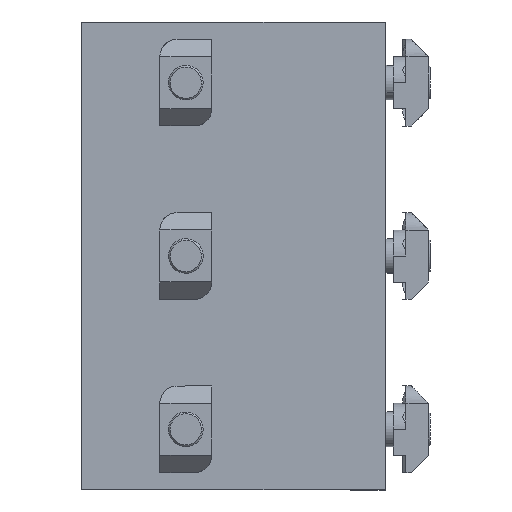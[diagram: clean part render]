
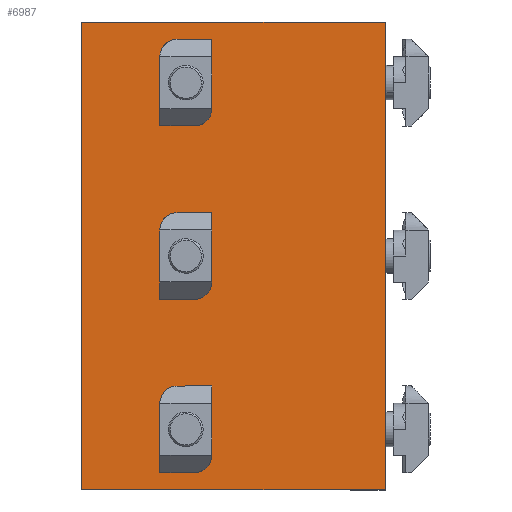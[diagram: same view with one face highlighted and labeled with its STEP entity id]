
A CAD part, left-side view. The second image highlights one B-rep face of the part: STEP entity #6987.
In plain terms, the highlighted planar face has unit normal (-1, 0, 0).
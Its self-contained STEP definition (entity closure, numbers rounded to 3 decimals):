
#18 = CARTESIAN_POINT ( 'NONE',  ( -18.633, -52.677, -24.728 ) ) ;
#24 = DIRECTION ( 'NONE',  ( 0., 1., 0. ) ) ;
#51 = CARTESIAN_POINT ( 'NONE',  ( -18.633, -15.036, -24.728 ) ) ;
#56 = DIRECTION ( 'NONE',  ( 0., 0., 1. ) ) ;
#67 = LINE ( 'NONE', #4932, #80 ) ;
#68 = DIRECTION ( 'NONE',  ( 0., 0., 1. ) ) ;
#70 = DIRECTION ( 'NONE',  ( -1., 0., 0. ) ) ;
#75 = CARTESIAN_POINT ( 'NONE',  ( -18.633, 7.964, 2.272 ) ) ;
#80 = VECTOR ( 'NONE', #4931, 1000. ) ;
#81 = LINE ( 'NONE', #4940, #85 ) ;
#85 = VECTOR ( 'NONE', #4941, 1000. ) ;
#134 = DIRECTION ( 'NONE',  ( 0., 0., 1. ) ) ;
#136 = DIRECTION ( 'NONE',  ( -1., 0., 0. ) ) ;
#138 = CARTESIAN_POINT ( 'NONE',  ( -18.633, 7.964, -17.728 ) ) ;
#1226 = CARTESIAN_POINT ( 'NONE',  ( -18.633, 7.964, -15.478 ) ) ;
#1230 = CARTESIAN_POINT ( 'NONE',  ( -18.633, 7.964, -19.978 ) ) ;
#1384 = DIRECTION ( 'NONE',  ( 1., 0., 0. ) ) ;
#1387 = CARTESIAN_POINT ( 'NONE',  ( -18.633, -52.677, -24.728 ) ) ;
#1390 = PLANE ( 'NONE',  #5793 ) ;
#1392 = DIRECTION ( 'NONE',  ( 0., 0., -1. ) ) ;
#1606 = EDGE_CURVE ( 'NONE', #3139, #3206, #8781, .T. ) ;
#1609 = EDGE_CURVE ( 'NONE', #3248, #3244, #8789, .T. ) ;
#1626 = EDGE_CURVE ( 'NONE', #3180, #3176, #8819, .T. ) ;
#1653 = EDGE_CURVE ( 'NONE', #3244, #3248, #8862, .T. ) ;
#1660 = EDGE_CURVE ( 'NONE', #3206, #3139, #8871, .T. ) ;
#1665 = EDGE_CURVE ( 'NONE', #3217, #3152, #8878, .T. ) ;
#1667 = EDGE_CURVE ( 'NONE', #3217, #3120, #8879, .T. ) ;
#2398 = EDGE_CURVE ( 'NONE', #3176, #3180, #3980, .T. ) ;
#3120 = VERTEX_POINT ( 'NONE', #3491 ) ;
#3139 = VERTEX_POINT ( 'NONE', #3510 ) ;
#3152 = VERTEX_POINT ( 'NONE', #3523 ) ;
#3176 = VERTEX_POINT ( 'NONE', #3546 ) ;
#3180 = VERTEX_POINT ( 'NONE', #3550 ) ;
#3206 = VERTEX_POINT ( 'NONE', #3576 ) ;
#3216 = VERTEX_POINT ( 'NONE', #3586 ) ;
#3217 = VERTEX_POINT ( 'NONE', #3587 ) ;
#3244 = VERTEX_POINT ( 'NONE', #1226 ) ;
#3248 = VERTEX_POINT ( 'NONE', #1230 ) ;
#3491 = CARTESIAN_POINT ( 'NONE',  ( -18.633, 19.964, -24.728 ) ) ;
#3510 = CARTESIAN_POINT ( 'NONE',  ( -18.633, 7.964, 4.522 ) ) ;
#3523 = CARTESIAN_POINT ( 'NONE',  ( -18.633, -15.036, 29.272 ) ) ;
#3546 = CARTESIAN_POINT ( 'NONE',  ( -18.633, 7.964, 24.522 ) ) ;
#3550 = CARTESIAN_POINT ( 'NONE',  ( -18.633, 7.964, 20.022 ) ) ;
#3576 = CARTESIAN_POINT ( 'NONE',  ( -18.633, 7.964, 0.022 ) ) ;
#3586 = CARTESIAN_POINT ( 'NONE',  ( -18.633, 19.964, 29.272 ) ) ;
#3587 = CARTESIAN_POINT ( 'NONE',  ( -18.633, -15.036, -24.728 ) ) ;
#3653 = ORIENTED_EDGE ( 'NONE', *, *, #2398, .F. ) ;
#3654 = ORIENTED_EDGE ( 'NONE', *, *, #1609, .F. ) ;
#3655 = ORIENTED_EDGE ( 'NONE', *, *, #1606, .F. ) ;
#3656 = ORIENTED_EDGE ( 'NONE', *, *, #1660, .F. ) ;
#3658 = ORIENTED_EDGE ( 'NONE', *, *, #7210, .F. ) ;
#3659 = ORIENTED_EDGE ( 'NONE', *, *, #1667, .F. ) ;
#3660 = ORIENTED_EDGE ( 'NONE', *, *, #1665, .T. ) ;
#3661 = ORIENTED_EDGE ( 'NONE', *, *, #1653, .F. ) ;
#3662 = ORIENTED_EDGE ( 'NONE', *, *, #1626, .F. ) ;
#3663 = ORIENTED_EDGE ( 'NONE', *, *, #7201, .T. ) ;
#3980 = CIRCLE ( 'NONE', #5840, 2.25 ) ;
#4067 = FACE_BOUND ( 'NONE', #5543, .T. ) ;
#4081 = FACE_BOUND ( 'NONE', #5519, .T. ) ;
#4084 = FACE_OUTER_BOUND ( 'NONE', #5524, .T. ) ;
#4088 = FACE_BOUND ( 'NONE', #5534, .T. ) ;
#4931 = DIRECTION ( 'NONE',  ( 0., 1., 0. ) ) ;
#4932 = CARTESIAN_POINT ( 'NONE',  ( -18.633, -52.677, 29.272 ) ) ;
#4940 = CARTESIAN_POINT ( 'NONE',  ( -18.633, 19.964, -24.728 ) ) ;
#4941 = DIRECTION ( 'NONE',  ( 0., 0., 1. ) ) ;
#5519 = EDGE_LOOP ( 'NONE', ( #3655, #3656 ) ) ;
#5524 = EDGE_LOOP ( 'NONE', ( #3663, #3658, #3659, #3660 ) ) ;
#5534 = EDGE_LOOP ( 'NONE', ( #3653, #3662 ) ) ;
#5543 = EDGE_LOOP ( 'NONE', ( #3661, #3654 ) ) ;
#5793 = AXIS2_PLACEMENT_3D ( 'NONE', #1387, #1384, #1392 ) ;
#5840 = AXIS2_PLACEMENT_3D ( 'NONE', #7340, #7341, #7342 ) ;
#6987 = ADVANCED_FACE ( 'NONE', ( #4081, #4088, #4084, #4067 ), #1390, .F. ) ;
#7187 = AXIS2_PLACEMENT_3D ( 'NONE', #138, #136, #134 ) ;
#7195 = AXIS2_PLACEMENT_3D ( 'NONE', #7521, #7520, #7519 ) ;
#7196 = AXIS2_PLACEMENT_3D ( 'NONE', #7479, #7478, #7477 ) ;
#7199 = AXIS2_PLACEMENT_3D ( 'NONE', #7530, #7529, #7528 ) ;
#7201 = EDGE_CURVE ( 'NONE', #3152, #3216, #67, .T. ) ;
#7210 = EDGE_CURVE ( 'NONE', #3120, #3216, #81, .T. ) ;
#7226 = AXIS2_PLACEMENT_3D ( 'NONE', #75, #70, #68 ) ;
#7340 = CARTESIAN_POINT ( 'NONE',  ( -18.633, 7.964, 22.272 ) ) ;
#7341 = DIRECTION ( 'NONE',  ( -1., 0., 0. ) ) ;
#7342 = DIRECTION ( 'NONE',  ( 0., 0., 1. ) ) ;
#7477 = DIRECTION ( 'NONE',  ( 0., 0., 1. ) ) ;
#7478 = DIRECTION ( 'NONE',  ( -1., 0., 0. ) ) ;
#7479 = CARTESIAN_POINT ( 'NONE',  ( -18.633, 7.964, 22.272 ) ) ;
#7519 = DIRECTION ( 'NONE',  ( 0., 0., 1. ) ) ;
#7520 = DIRECTION ( 'NONE',  ( -1., 0., 0. ) ) ;
#7521 = CARTESIAN_POINT ( 'NONE',  ( -18.633, 7.964, -17.728 ) ) ;
#7528 = DIRECTION ( 'NONE',  ( 0., 0., 1. ) ) ;
#7529 = DIRECTION ( 'NONE',  ( -1., 0., 0. ) ) ;
#7530 = CARTESIAN_POINT ( 'NONE',  ( -18.633, 7.964, 2.272 ) ) ;
#8781 = CIRCLE ( 'NONE', #7199, 2.25 ) ;
#8789 = CIRCLE ( 'NONE', #7195, 2.25 ) ;
#8819 = CIRCLE ( 'NONE', #7196, 2.25 ) ;
#8862 = CIRCLE ( 'NONE', #7187, 2.25 ) ;
#8871 = CIRCLE ( 'NONE', #7226, 2.25 ) ;
#8878 = LINE ( 'NONE', #51, #8880 ) ;
#8879 = LINE ( 'NONE', #18, #8883 ) ;
#8880 = VECTOR ( 'NONE', #56, 1000. ) ;
#8883 = VECTOR ( 'NONE', #24, 1000. ) ;
